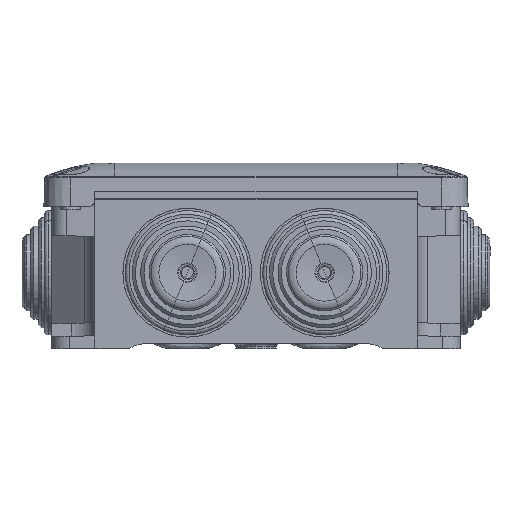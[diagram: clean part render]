
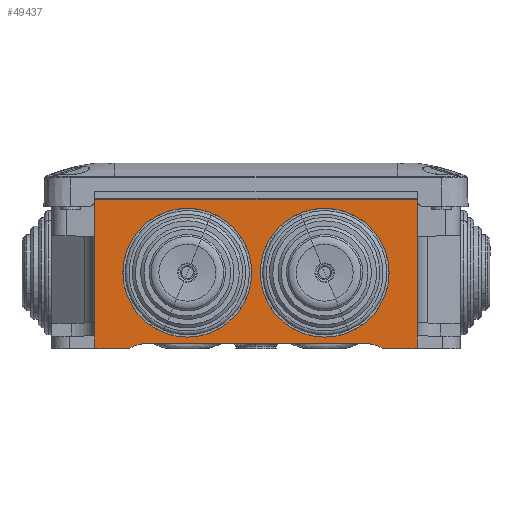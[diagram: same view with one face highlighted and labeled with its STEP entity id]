
A CAD part, left-side view. The second image highlights one B-rep face of the part: STEP entity #49437.
In plain terms, the highlighted planar face has unit normal (-1, 0, 0).
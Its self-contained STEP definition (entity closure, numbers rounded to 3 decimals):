
#556 = EDGE_CURVE ( 'NONE', #41163, #58903, #32764, .T. ) ;
#601 = ORIENTED_EDGE ( 'NONE', *, *, #72003, .T. ) ;
#650 = DIRECTION ( 'NONE',  ( -1., 0., 0. ) ) ;
#718 = CARTESIAN_POINT ( 'NONE',  ( -55., -18.5, 20.5 ) ) ;
#877 = CARTESIAN_POINT ( 'NONE',  ( -55., 43.4, 0. ) ) ;
#6050 = CARTESIAN_POINT ( 'NONE',  ( -55., 50., 0. ) ) ;
#7471 = DIRECTION ( 'NONE',  ( 1., 0., 0. ) ) ;
#8309 = DIRECTION ( 'NONE',  ( 0., -1., 0. ) ) ;
#8533 = VECTOR ( 'NONE', #48078, 1000. ) ;
#9895 = CARTESIAN_POINT ( 'NONE',  ( -55., -18.5, 37.867 ) ) ;
#10231 = EDGE_CURVE ( 'NONE', #41163, #69310, #30241, .T. ) ;
#10876 = ORIENTED_EDGE ( 'NONE', *, *, #72552, .F. ) ;
#12920 = CIRCLE ( 'NONE', #25460, 17.367 ) ;
#12948 = VECTOR ( 'NONE', #8309, 1000. ) ;
#15685 = DIRECTION ( 'NONE',  ( 0., 0., -1. ) ) ;
#15871 = EDGE_LOOP ( 'NONE', ( #84765, #74605, #37758, #45944, #29174, #601, #10876, #24112, #20934, #88541 ) ) ;
#16257 = VECTOR ( 'NONE', #15685, 1000. ) ;
#16692 = CARTESIAN_POINT ( 'NONE',  ( -55., -43.4, 0. ) ) ;
#16742 = DIRECTION ( 'NONE',  ( 0., 0., -1. ) ) ;
#16805 = DIRECTION ( 'NONE',  ( -1., 0., 0. ) ) ;
#17928 = FACE_BOUND ( 'NONE', #75074, .T. ) ;
#18306 = EDGE_CURVE ( 'NONE', #79224, #75103, #76140, .T. ) ;
#18398 = DIRECTION ( 'NONE',  ( 0., 0., -1. ) ) ;
#18884 = LINE ( 'NONE', #68878, #12948 ) ;
#19461 = EDGE_CURVE ( 'NONE', #79856, #47375, #46701, .T. ) ;
#19911 = CIRCLE ( 'NONE', #90157, 17.367 ) ;
#20934 = ORIENTED_EDGE ( 'NONE', *, *, #556, .F. ) ;
#21045 = EDGE_CURVE ( 'NONE', #58903, #39578, #66762, .T. ) ;
#22327 = VERTEX_POINT ( 'NONE', #9895 ) ;
#24112 = ORIENTED_EDGE ( 'NONE', *, *, #21045, .F. ) ;
#24495 = VECTOR ( 'NONE', #76347, 1000. ) ;
#24619 = AXIS2_PLACEMENT_3D ( 'NONE', #67998, #60647, #82647 ) ;
#24801 = DIRECTION ( 'NONE',  ( 0., 0., -1. ) ) ;
#24930 = CARTESIAN_POINT ( 'NONE',  ( -55., 43.4, 42.3 ) ) ;
#25460 = AXIS2_PLACEMENT_3D ( 'NONE', #30482, #650, #16742 ) ;
#28014 = EDGE_LOOP ( 'NONE', ( #38457, #89890 ) ) ;
#29174 = ORIENTED_EDGE ( 'NONE', *, *, #96263, .T. ) ;
#29530 = EDGE_CURVE ( 'NONE', #52703, #95308, #58563, .T. ) ;
#30241 = CIRCLE ( 'NONE', #84860, 10. ) ;
#30403 = LINE ( 'NONE', #45956, #16257 ) ;
#30482 = CARTESIAN_POINT ( 'NONE',  ( -55., -18.5, 20.5 ) ) ;
#30581 = ORIENTED_EDGE ( 'NONE', *, *, #18306, .T. ) ;
#31492 = EDGE_CURVE ( 'NONE', #75103, #79224, #19911, .T. ) ;
#32764 = LINE ( 'NONE', #69485, #24495 ) ;
#32827 = ORIENTED_EDGE ( 'NONE', *, *, #31492, .T. ) ;
#33387 = AXIS2_PLACEMENT_3D ( 'NONE', #718, #16805, #92089 ) ;
#35777 = CARTESIAN_POINT ( 'NONE',  ( -55., -34.3, 0. ) ) ;
#35824 = DIRECTION ( 'NONE',  ( 0., 1., 0. ) ) ;
#37758 = ORIENTED_EDGE ( 'NONE', *, *, #41043, .F. ) ;
#38305 = VERTEX_POINT ( 'NONE', #877 ) ;
#38457 = ORIENTED_EDGE ( 'NONE', *, *, #71555, .F. ) ;
#39035 = EDGE_CURVE ( 'NONE', #79411, #22327, #60022, .T. ) ;
#39578 = VERTEX_POINT ( 'NONE', #41516 ) ;
#39889 = FACE_BOUND ( 'NONE', #28014, .T. ) ;
#40175 = VECTOR ( 'NONE', #88431, 1000. ) ;
#40487 = DIRECTION ( 'NONE',  ( 0., 0., -1. ) ) ;
#41043 = EDGE_CURVE ( 'NONE', #95308, #79856, #30403, .T. ) ;
#41163 = VERTEX_POINT ( 'NONE', #65975 ) ;
#41516 = CARTESIAN_POINT ( 'NONE',  ( -55., 34.3, 0. ) ) ;
#45326 = CARTESIAN_POINT ( 'NONE',  ( -55., -29.032, -8.5 ) ) ;
#45944 = ORIENTED_EDGE ( 'NONE', *, *, #29530, .F. ) ;
#45956 = CARTESIAN_POINT ( 'NONE',  ( -55., -43.4, 42.3 ) ) ;
#46701 = LINE ( 'NONE', #69288, #96327 ) ;
#47375 = VERTEX_POINT ( 'NONE', #16692 ) ;
#48078 = DIRECTION ( 'NONE',  ( 0., 0., -1. ) ) ;
#48266 = VERTEX_POINT ( 'NONE', #56090 ) ;
#48291 = DIRECTION ( 'NONE',  ( 0., 0., -1. ) ) ;
#49256 = CARTESIAN_POINT ( 'NONE',  ( -55., -50., 40.3 ) ) ;
#49437 = ADVANCED_FACE ( 'NONE', ( #77078, #39889, #17928 ), #62361, .F. ) ;
#52703 = VERTEX_POINT ( 'NONE', #77960 ) ;
#55012 = DIRECTION ( 'NONE',  ( 1., 0., 0. ) ) ;
#55129 = VECTOR ( 'NONE', #40487, 1000. ) ;
#56090 = CARTESIAN_POINT ( 'NONE',  ( -55., 43.4, 3.5 ) ) ;
#57990 = CARTESIAN_POINT ( 'NONE',  ( -55., 18.5, 3.133 ) ) ;
#58563 = LINE ( 'NONE', #49256, #40175 ) ;
#58903 = VERTEX_POINT ( 'NONE', #91384 ) ;
#60022 = CIRCLE ( 'NONE', #33387, 17.367 ) ;
#60647 = DIRECTION ( 'NONE',  ( -1., 0., 0. ) ) ;
#62361 = PLANE ( 'NONE',  #89219 ) ;
#62535 = CARTESIAN_POINT ( 'NONE',  ( -55., 18.5, 20.5 ) ) ;
#62820 = LINE ( 'NONE', #87237, #8533 ) ;
#64836 = CARTESIAN_POINT ( 'NONE',  ( -55., 18.5, 37.867 ) ) ;
#65202 = LINE ( 'NONE', #6050, #82681 ) ;
#65975 = CARTESIAN_POINT ( 'NONE',  ( -55., -29.032, 1.5 ) ) ;
#66762 = CIRCLE ( 'NONE', #24619, 10. ) ;
#67998 = CARTESIAN_POINT ( 'NONE',  ( -55., 29.032, -8.5 ) ) ;
#68878 = CARTESIAN_POINT ( 'NONE',  ( -55., -50., 0. ) ) ;
#69128 = CARTESIAN_POINT ( 'NONE',  ( -55., -43.4, 3.5 ) ) ;
#69288 = CARTESIAN_POINT ( 'NONE',  ( -55., -43.4, 42.3 ) ) ;
#69310 = VERTEX_POINT ( 'NONE', #35777 ) ;
#69414 = LINE ( 'NONE', #24930, #55129 ) ;
#69485 = CARTESIAN_POINT ( 'NONE',  ( -55., -34.3, 1.5 ) ) ;
#69801 = DIRECTION ( 'NONE',  ( 0., 0., -1. ) ) ;
#69910 = CARTESIAN_POINT ( 'NONE',  ( -55., -43.4, 40.3 ) ) ;
#70860 = DIRECTION ( 'NONE',  ( 1., 0., 0. ) ) ;
#71555 = EDGE_CURVE ( 'NONE', #22327, #79411, #12920, .T. ) ;
#72003 = EDGE_CURVE ( 'NONE', #48266, #38305, #69414, .T. ) ;
#72552 = EDGE_CURVE ( 'NONE', #39578, #38305, #65202, .T. ) ;
#74452 = CARTESIAN_POINT ( 'NONE',  ( -55., 18.5, 20.5 ) ) ;
#74605 = ORIENTED_EDGE ( 'NONE', *, *, #19461, .F. ) ;
#75074 = EDGE_LOOP ( 'NONE', ( #32827, #30581 ) ) ;
#75103 = VERTEX_POINT ( 'NONE', #64836 ) ;
#76140 = CIRCLE ( 'NONE', #79177, 17.367 ) ;
#76347 = DIRECTION ( 'NONE',  ( 0., 1., 0. ) ) ;
#76949 = EDGE_CURVE ( 'NONE', #69310, #47375, #18884, .T. ) ;
#77078 = FACE_OUTER_BOUND ( 'NONE', #15871, .T. ) ;
#77960 = CARTESIAN_POINT ( 'NONE',  ( -55., 43.4, 40.3 ) ) ;
#79177 = AXIS2_PLACEMENT_3D ( 'NONE', #62535, #70860, #48291 ) ;
#79224 = VERTEX_POINT ( 'NONE', #57990 ) ;
#79411 = VERTEX_POINT ( 'NONE', #79435 ) ;
#79435 = CARTESIAN_POINT ( 'NONE',  ( -55., -18.5, 3.133 ) ) ;
#79856 = VERTEX_POINT ( 'NONE', #69128 ) ;
#80805 = DIRECTION ( 'NONE',  ( 0., 0., -1. ) ) ;
#82647 = DIRECTION ( 'NONE',  ( 0., 0., -1. ) ) ;
#82681 = VECTOR ( 'NONE', #35824, 1000. ) ;
#84765 = ORIENTED_EDGE ( 'NONE', *, *, #76949, .T. ) ;
#84860 = AXIS2_PLACEMENT_3D ( 'NONE', #45326, #90893, #69801 ) ;
#87237 = CARTESIAN_POINT ( 'NONE',  ( -55., 43.4, 42.3 ) ) ;
#88431 = DIRECTION ( 'NONE',  ( 0., -1., 0. ) ) ;
#88541 = ORIENTED_EDGE ( 'NONE', *, *, #10231, .T. ) ;
#89219 = AXIS2_PLACEMENT_3D ( 'NONE', #92226, #55012, #18398 ) ;
#89890 = ORIENTED_EDGE ( 'NONE', *, *, #39035, .F. ) ;
#90157 = AXIS2_PLACEMENT_3D ( 'NONE', #74452, #7471, #80805 ) ;
#90893 = DIRECTION ( 'NONE',  ( 1., 0., 0. ) ) ;
#91384 = CARTESIAN_POINT ( 'NONE',  ( -55., 29.032, 1.5 ) ) ;
#92089 = DIRECTION ( 'NONE',  ( 0., 0., -1. ) ) ;
#92226 = CARTESIAN_POINT ( 'NONE',  ( -55., -50., 3.5 ) ) ;
#95308 = VERTEX_POINT ( 'NONE', #69910 ) ;
#96263 = EDGE_CURVE ( 'NONE', #52703, #48266, #62820, .T. ) ;
#96327 = VECTOR ( 'NONE', #24801, 1000. ) ;
